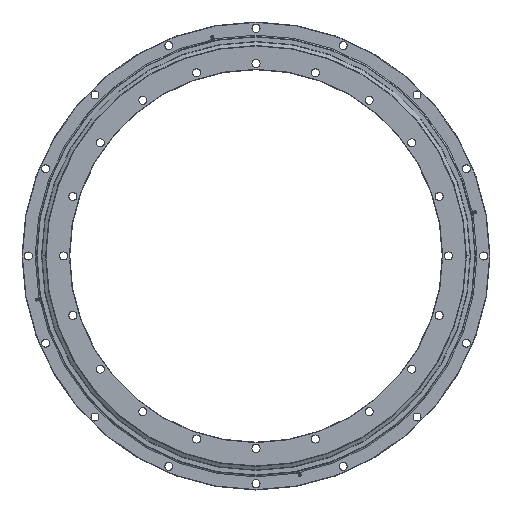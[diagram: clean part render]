
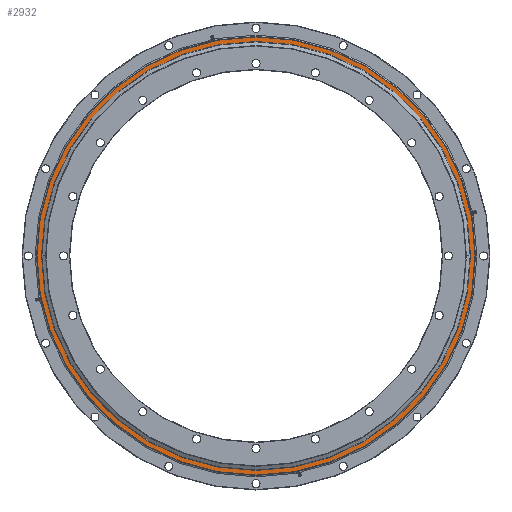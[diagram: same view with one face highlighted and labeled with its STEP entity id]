
A CAD part, top view. The second image highlights one B-rep face of the part: STEP entity #2932.
In plain terms, the highlighted face is planar.
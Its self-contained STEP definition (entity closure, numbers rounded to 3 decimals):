
#25 = AXIS2_PLACEMENT_3D ( 'NONE', #6589, #7334, #8059 ) ;
#173 = EDGE_CURVE ( 'NONE', #1110, #2937, #7572, .T. ) ;
#234 = CARTESIAN_POINT ( 'NONE',  ( 473.75, 0., -18. ) ) ;
#610 = AXIS2_PLACEMENT_3D ( 'NONE', #1588, #2901, #3217 ) ;
#644 = CARTESIAN_POINT ( 'NONE',  ( 490.5, 0., -18. ) ) ;
#1016 = CARTESIAN_POINT ( 'NONE',  ( -491.5, 0., -18. ) ) ;
#1025 = CARTESIAN_POINT ( 'NONE',  ( -473.75, 0., -18. ) ) ;
#1090 = ORIENTED_EDGE ( 'NONE', *, *, #173, .T. ) ;
#1110 = VERTEX_POINT ( 'NONE', #644 ) ;
#1196 = CARTESIAN_POINT ( 'NONE',  ( 0., 0., -18. ) ) ;
#1380 = CIRCLE ( 'NONE', #2617, 473.75 ) ;
#1588 = CARTESIAN_POINT ( 'NONE',  ( 0., 0., -18. ) ) ;
#1601 = DIRECTION ( 'NONE',  ( 1., 0., 0. ) ) ;
#2041 = CIRCLE ( 'NONE', #25, 473.75 ) ;
#2241 = ORIENTED_EDGE ( 'NONE', *, *, #6494, .T. ) ;
#2420 = PLANE ( 'NONE',  #5256 ) ;
#2617 = AXIS2_PLACEMENT_3D ( 'NONE', #1196, #8503, #4852 ) ;
#2901 = DIRECTION ( 'NONE',  ( 0., 0., -1. ) ) ;
#2932 = ADVANCED_FACE ( 'NONE', ( #3758, #7940 ), #2420, .F. ) ;
#2937 = VERTEX_POINT ( 'NONE', #3946 ) ;
#3217 = DIRECTION ( 'NONE',  ( 1., 0., 0. ) ) ;
#3692 = EDGE_CURVE ( 'NONE', #3836, #7582, #2041, .T. ) ;
#3723 = ORIENTED_EDGE ( 'NONE', *, *, #3692, .T. ) ;
#3758 = FACE_BOUND ( 'NONE', #4804, .T. ) ;
#3760 = DIRECTION ( 'NONE',  ( 0., 0., -1. ) ) ;
#3836 = VERTEX_POINT ( 'NONE', #234 ) ;
#3946 = CARTESIAN_POINT ( 'NONE',  ( -490.5, 0., -18. ) ) ;
#4804 = EDGE_LOOP ( 'NONE', ( #7993, #3723 ) ) ;
#4852 = DIRECTION ( 'NONE',  ( 1., 0., 0. ) ) ;
#5189 = AXIS2_PLACEMENT_3D ( 'NONE', #7325, #3760, #1601 ) ;
#5256 = AXIS2_PLACEMENT_3D ( 'NONE', #1016, #7571, #8999 ) ;
#6435 = EDGE_LOOP ( 'NONE', ( #1090, #2241 ) ) ;
#6494 = EDGE_CURVE ( 'NONE', #2937, #1110, #8789, .T. ) ;
#6589 = CARTESIAN_POINT ( 'NONE',  ( 0., 0., -18. ) ) ;
#7145 = EDGE_CURVE ( 'NONE', #7582, #3836, #1380, .T. ) ;
#7325 = CARTESIAN_POINT ( 'NONE',  ( 0., 0., -18. ) ) ;
#7334 = DIRECTION ( 'NONE',  ( 0., 0., 1. ) ) ;
#7571 = DIRECTION ( 'NONE',  ( 0., 0., 1. ) ) ;
#7572 = CIRCLE ( 'NONE', #610, 490.5 ) ;
#7582 = VERTEX_POINT ( 'NONE', #1025 ) ;
#7940 = FACE_OUTER_BOUND ( 'NONE', #6435, .T. ) ;
#7993 = ORIENTED_EDGE ( 'NONE', *, *, #7145, .T. ) ;
#8059 = DIRECTION ( 'NONE',  ( 1., 0., 0. ) ) ;
#8503 = DIRECTION ( 'NONE',  ( 0., 0., 1. ) ) ;
#8789 = CIRCLE ( 'NONE', #5189, 490.5 ) ;
#8999 = DIRECTION ( 'NONE',  ( 1., 0., 0. ) ) ;
